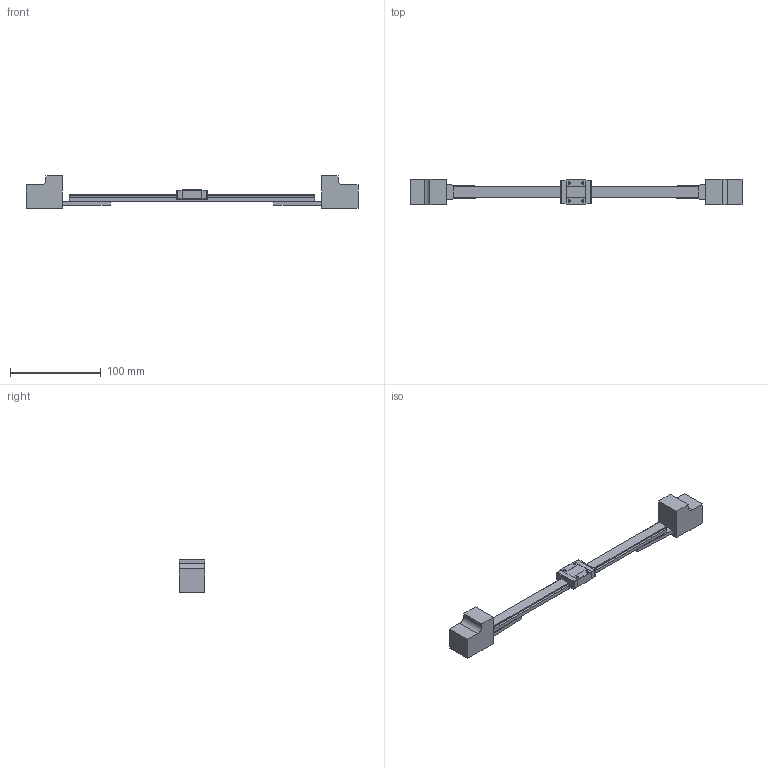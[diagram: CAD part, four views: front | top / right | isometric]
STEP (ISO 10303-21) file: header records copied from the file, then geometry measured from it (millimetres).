
FILE_DESCRIPTION(/* description */ (''),/* implementation_level */ '2;1');
FILE_NAME(/* name */ 'X mockup.step',/* time_stamp */ '2023-06-02T06:39:57+08:00',/* author */ (''),/* organization */ (''),/* preprocessor_version */ 'ST-DEVELOPER v19.2',/* originating_system */ 'Autodesk Translation Framework v12.4.0.73',/* authorisation */ '');
FILE_SCHEMA (('AUTOMOTIVE_DESIGN { 1 0 10303 214 3 1 1 }'));
Length unit declared in the file: millimetre
Products named in the file (1): X mockup
Bounding box: 365 x 28 x 35.5 mm (x, y, z)
Volume: 104951.6 mm3; surface area: 28255.1 mm2
Topology: 1 solids, 1 shells, 172 faces, 452 edges, 284 vertices
Faces by surface type: plane 145, cylinder 19, cone 8
Full cylindrical faces by diameter (mm): 2.3 x2, 2.459 x4
Entity records: 5183 total; most frequent: CARTESIAN_POINT 905, ORIENTED_EDGE 896, DIRECTION 836, EDGE_CURVE 448, LINE 406, VECTOR 406, VERTEX_POINT 284, AXIS2_PLACEMENT_3D 215
